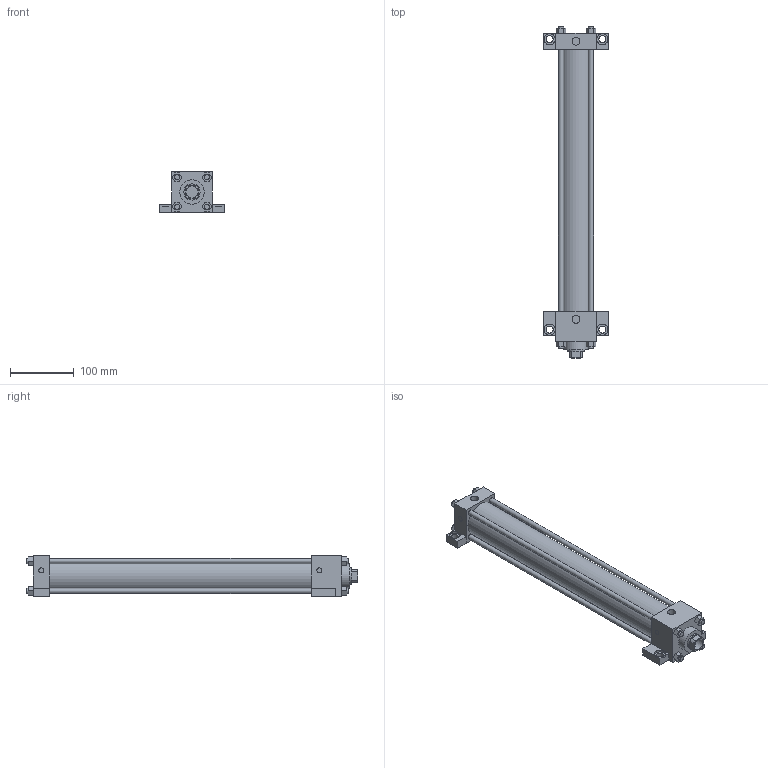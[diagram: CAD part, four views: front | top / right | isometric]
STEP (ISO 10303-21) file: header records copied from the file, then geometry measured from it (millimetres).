
FILE_DESCRIPTION((' Parasolid data model '),'2;1');
FILE_NAME('GSSL','1999-12-15T14:50:56+00:00',(' GSSL '),(' GSSL Pune '),'','GSSL Pune','Author');
FILE_SCHEMA(('CONFIG_CONTROL_DESIGN'));
Length unit declared in the file: millimetre
Bounding box: 101.6 x 519.11 x 63.5 mm (x, y, z)
Surface area: 158281.3 mm2 (no closed solid volume)
Topology: 0 solids, 9 shells, 148 faces, 390 edges, 278 vertices
Faces by surface type: plane 112, cylinder 36
Full cylindrical faces by diameter (mm): 7.938 x18, 11.113 x4, 12.487 x2, 17.462 x4, 19.05 x1, 25.4 x1, 38.1 x1, 55.626 x1
Entity records: 4343 total; most frequent: CARTESIAN_POINT 753, DIRECTION 695, ORIENTED_EDGE 604, EDGE_CURVE 350, LINE 271, VECTOR 271, VERTEX_POINT 270, EDGE_LOOP 230
